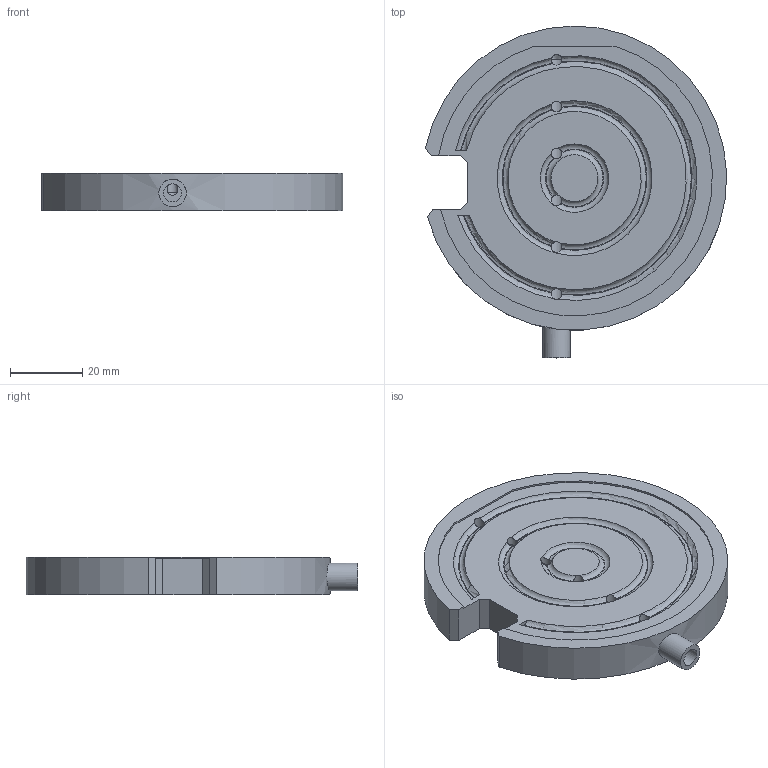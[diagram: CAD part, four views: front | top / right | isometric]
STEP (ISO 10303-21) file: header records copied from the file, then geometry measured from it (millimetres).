
FILE_DESCRIPTION(/* description */ (''),/* implementation_level */ '2;1');
FILE_NAME(/* name */ 'Wafer Chuck (Metal version).step',/* time_stamp */ '2025-07-22T13:52:19-06:00',/* author */ (''),/* organization */ (''),/* preprocessor_version */ 'ST-DEVELOPER v20.1',/* originating_system */ 'Autodesk Translation Framework v14.10.0.0',/* authorisation */ '');
FILE_SCHEMA (('AUTOMOTIVE_DESIGN { 1 0 10303 214 3 1 1 }'));
Length unit declared in the file: millimetre
Products named in the file (2): frogster v1; Cozy wafer holder
Assembly tree (1 placements, depth 2):
  frogster v1
    Cozy wafer holder
Bounding box: 83.67 x 92.2 x 10.5 mm (x, y, z)
Volume: 52492.8 mm3; surface area: 15870.3 mm2
Topology: 1 solids, 1 shells, 48 faces, 144 edges, 98 vertices
Faces by surface type: plane 26, cylinder 13, torus 8, cone 1
Full cylindrical faces by diameter (mm): 3 x8, 5 x1, 7.62 x1
Entity records: 2256 total; most frequent: CARTESIAN_POINT 908, ORIENTED_EDGE 288, DIRECTION 258, EDGE_CURVE 144, AXIS2_PLACEMENT_3D 106, VERTEX_POINT 98, EDGE_LOOP 60, CIRCLE 55
